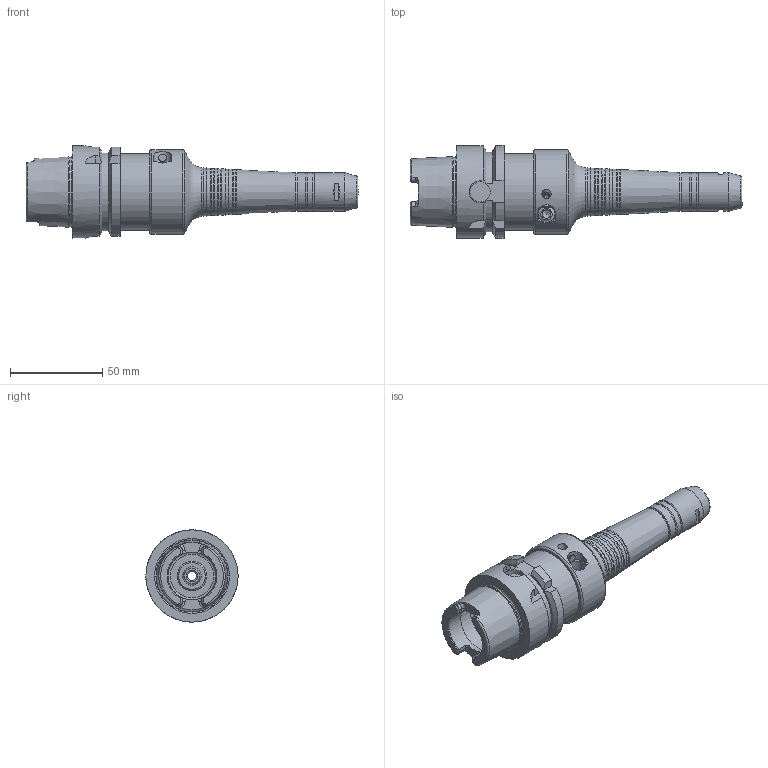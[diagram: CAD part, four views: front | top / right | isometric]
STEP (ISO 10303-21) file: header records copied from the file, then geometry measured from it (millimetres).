
FILE_DESCRIPTION((''),'2;1');
FILE_NAME('577014610155 HSK50A-PHC10SB-155-NC-3D.stp','2022-12-07T10:39:09',('nttooll'),(''),'Autodesk Inventor 2012','Autodesk Inventor 2012','');
FILE_SCHEMA(('AUTOMOTIVE_DESIGN { 1 0 10303 214 1 1 1 1 }'));
Length unit declared in the file: millimetre
Products named in the file (1): 577014610155 HSK50A-PHC10SB-155-NC-3D
Bounding box: 180 x 50 x 50 mm (x, y, z)
Volume: 134260.3 mm3; surface area: 32833.4 mm2
Topology: 1 solids, 1 shells, 239 faces, 561 edges, 345 vertices
Faces by surface type: plane 79, cone 67, cylinder 67, torus 25, revolution 1
Full cylindrical faces by diameter (mm): 1 x2, 2.309 x2, 4 x2, 4.1 x1, 4.619 x2, 5 x3, 6.4 x1, 6.5 x1, 9 x2, 9.5 x1, 10 x3, 10.4 x2, 11 x1, 16 x2, 21 x3, 26 x1, 26.6 x1, 32 x1, 37.9 x1, 41.5 x1, 45.8 x1, 50 x1
Entity records: 6622 total; most frequent: CARTESIAN_POINT 1539, DIRECTION 1097, ORIENTED_EDGE 908, AXIS2_PLACEMENT_3D 475, EDGE_CURVE 454, EDGE_LOOP 361, VERTEX_POINT 333, FACE_OUTER_BOUND 239
